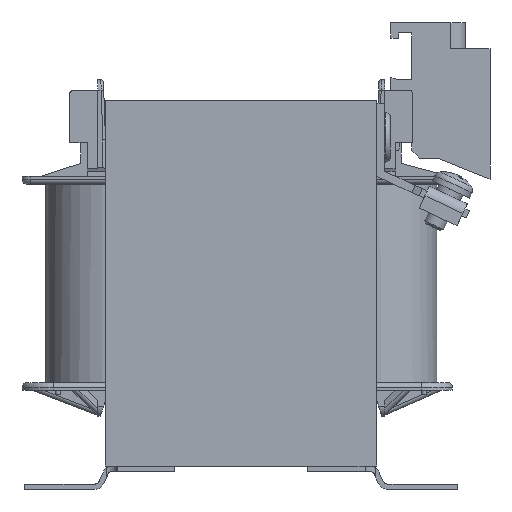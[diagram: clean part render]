
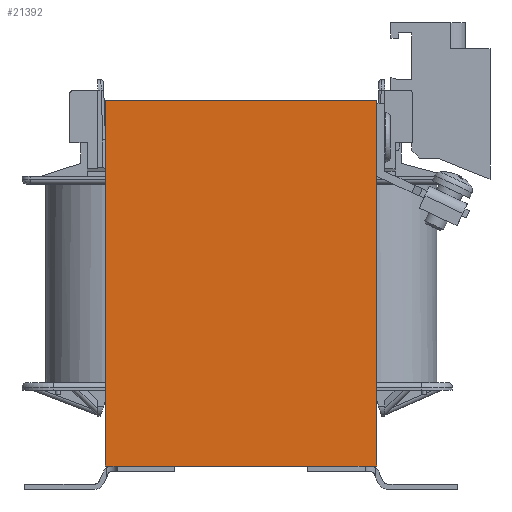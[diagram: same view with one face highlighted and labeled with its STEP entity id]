
A CAD part, left-side view. The second image highlights one B-rep face of the part: STEP entity #21392.
In plain terms, the highlighted planar face has unit normal (-1, 0, 0).
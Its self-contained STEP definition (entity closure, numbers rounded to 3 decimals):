
#2191=FACE_OUTER_BOUND('',#3282,.T.);
#3282=EDGE_LOOP('',(#17891,#17892,#17893,#17894,#17895,#17896,#17897,#17898));
#5270=LINE('',#38223,#7438);
#5282=LINE('',#38262,#7450);
#5312=LINE('',#38326,#7480);
#5317=LINE('',#38337,#7485);
#5326=LINE('',#38357,#7494);
#5338=LINE('',#38382,#7506);
#5339=LINE('',#38383,#7507);
#5340=LINE('',#38384,#7508);
#7438=VECTOR('',#27438,10.);
#7450=VECTOR('',#27468,10.);
#7480=VECTOR('',#27530,10.);
#7485=VECTOR('',#27537,10.);
#7494=VECTOR('',#27550,10.);
#7506=VECTOR('',#27566,10.);
#7507=VECTOR('',#27567,10.);
#7508=VECTOR('',#27568,10.);
#9417=VERTEX_POINT('',#38221);
#9418=VERTEX_POINT('',#38222);
#9435=VERTEX_POINT('',#38259);
#9436=VERTEX_POINT('',#38261);
#9452=VERTEX_POINT('',#38322);
#9454=VERTEX_POINT('',#38325);
#9459=VERTEX_POINT('',#38335);
#9468=VERTEX_POINT('',#38356);
#12256=EDGE_CURVE('',#9417,#9418,#5270,.T.);
#12276=EDGE_CURVE('',#9436,#9435,#5282,.T.);
#12309=EDGE_CURVE('',#9452,#9454,#5312,.T.);
#12315=EDGE_CURVE('',#9459,#9418,#5317,.T.);
#12326=EDGE_CURVE('',#9436,#9468,#5326,.T.);
#12339=EDGE_CURVE('',#9417,#9435,#5338,.T.);
#12340=EDGE_CURVE('',#9454,#9459,#5339,.T.);
#12341=EDGE_CURVE('',#9468,#9452,#5340,.T.);
#17891=ORIENTED_EDGE('',*,*,#12276,.T.);
#17892=ORIENTED_EDGE('',*,*,#12339,.F.);
#17893=ORIENTED_EDGE('',*,*,#12256,.T.);
#17894=ORIENTED_EDGE('',*,*,#12315,.F.);
#17895=ORIENTED_EDGE('',*,*,#12340,.F.);
#17896=ORIENTED_EDGE('',*,*,#12309,.F.);
#17897=ORIENTED_EDGE('',*,*,#12341,.F.);
#17898=ORIENTED_EDGE('',*,*,#12326,.F.);
#19368=PLANE('',#22850);
#21392=ADVANCED_FACE('',(#2191),#19368,.T.);
#22850=AXIS2_PLACEMENT_3D('',#38381,#27564,#27565);
#27438=DIRECTION('',(0.,0.,-1.));
#27468=DIRECTION('',(0.,0.,1.));
#27530=DIRECTION('',(0.,1.,0.));
#27537=DIRECTION('',(0.,1.,0.));
#27550=DIRECTION('',(0.,1.,0.));
#27564=DIRECTION('center_axis',(-1.,0.,0.));
#27565=DIRECTION('ref_axis',(0.,0.,
-1.));
#27566=DIRECTION('',(0.,-1.,0.));
#27567=DIRECTION('',(0.,1.,0.));
#27568=DIRECTION('',(0.,1.,0.));
#38221=CARTESIAN_POINT('',(-42.,26.,35.));
#38222=CARTESIAN_POINT('',(-42.,26.,-35.));
#38223=CARTESIAN_POINT('',(-42.,26.,-35.));
#38259=CARTESIAN_POINT('',(-42.,-26.,35.));
#38261=CARTESIAN_POINT('',(-42.,-26.,-35.));
#38262=CARTESIAN_POINT('',(-42.,-26.,-35.));
#38322=CARTESIAN_POINT('',(-42.,-12.75,-35.));
#38325=CARTESIAN_POINT('',(-42.,12.75,-35.));
#38326=CARTESIAN_POINT('',(-42.,0.,-35.));
#38335=CARTESIAN_POINT('',(-42.,23.75,-35.));
#38337=CARTESIAN_POINT('',(-42.,0.,-35.));
#38356=CARTESIAN_POINT('',(-42.,-23.75,-35.));
#38357=CARTESIAN_POINT('',(-42.,0.,-35.));
#38381=CARTESIAN_POINT('Origin',(-42.,0.,-35.));
#38382=CARTESIAN_POINT('',(-42.,0.,35.));
#38383=CARTESIAN_POINT('',(-42.,12.945,-35.));
#38384=CARTESIAN_POINT('',(-42.,-12.945,-35.));
